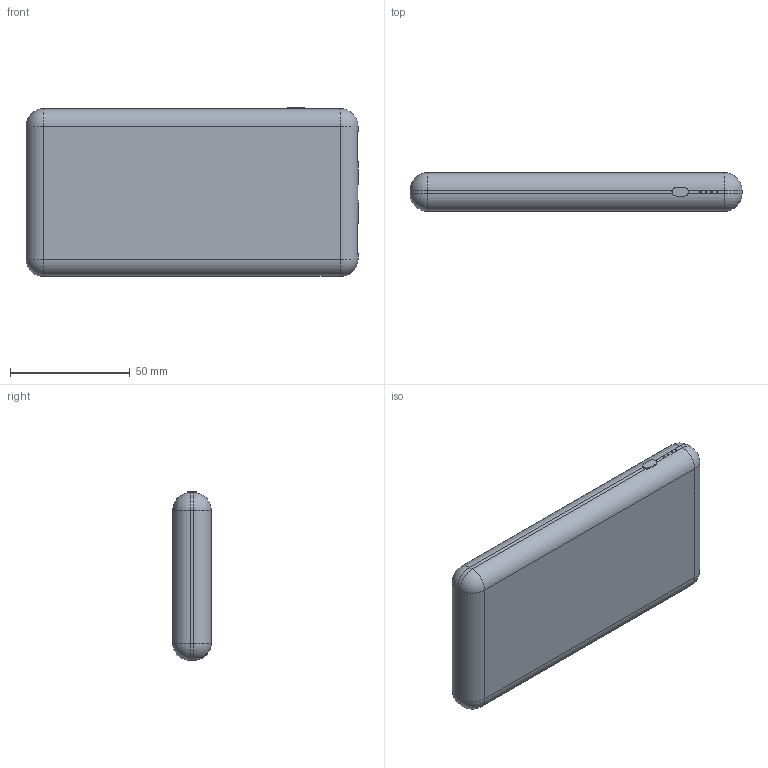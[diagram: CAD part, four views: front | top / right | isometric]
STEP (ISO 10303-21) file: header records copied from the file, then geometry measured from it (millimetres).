
FILE_DESCRIPTION (( 'STEP AP214' ), '1' );
FILE_NAME ('Eunicell 10000mAh powerbank.STEP', '2020-12-29T17:59:17', ( '' ), ( '' ), 'SwSTEP 2.0', 'SolidWorks 2020', '' );
FILE_SCHEMA (( 'AUTOMOTIVE_DESIGN' ));
Length unit declared in the file: millimetre
Products named in the file (1): Eunicell 10000mAh powerbank
Bounding box: 138.5 x 16 x 70.5 mm (x, y, z)
Volume: 143836.5 mm3; surface area: 24280.9 mm2
Topology: 1 solids, 1 shells, 74 faces, 184 edges, 108 vertices
Faces by surface type: plane 38, cylinder 28, sphere 8
Entity records: 2556 total; most frequent: DIRECTION 394, CARTESIAN_POINT 387, ORIENTED_EDGE 352, EDGE_CURVE 176, AXIS2_PLACEMENT_3D 147, VERTEX_POINT 108, LINE 100, VECTOR 100
